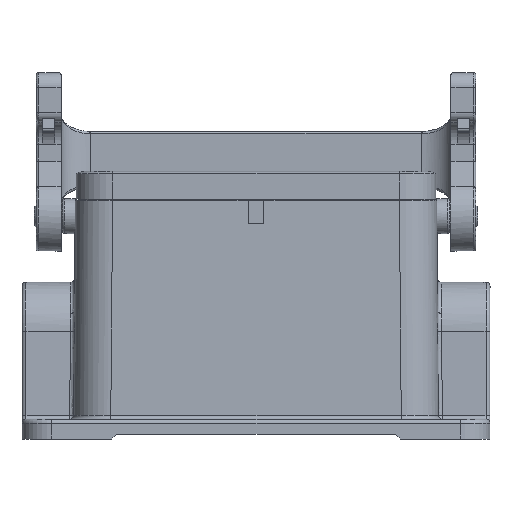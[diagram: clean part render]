
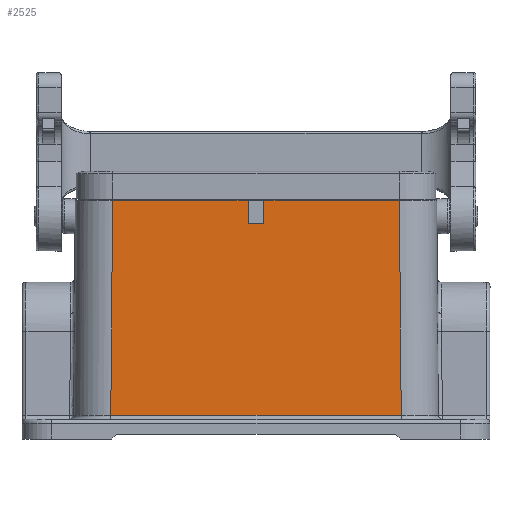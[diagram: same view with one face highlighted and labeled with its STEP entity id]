
A CAD part, front view. The second image highlights one B-rep face of the part: STEP entity #2525.
In plain terms, the highlighted planar face has unit normal (0, -1, 0.007).
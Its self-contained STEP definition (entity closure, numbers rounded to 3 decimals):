
#2525=ADVANCED_FACE('',(#3441),#3034,.T.);
#3034=PLANE('',#13119);
#3441=FACE_OUTER_BOUND('',#4080,.T.);
#4080=EDGE_LOOP('',(#6365,#6366,#6367,#6368,#6369,#6370,#6371,#6372));
#6365=ORIENTED_EDGE('',*,*,#9637,.T.);
#6366=ORIENTED_EDGE('',*,*,#9638,.T.);
#6367=ORIENTED_EDGE('',*,*,#9639,.T.);
#6368=ORIENTED_EDGE('',*,*,#9536,.T.);
#6369=ORIENTED_EDGE('',*,*,#9640,.F.);
#6370=ORIENTED_EDGE('',*,*,#9641,.T.);
#6371=ORIENTED_EDGE('',*,*,#9642,.F.);
#6372=ORIENTED_EDGE('',*,*,#9544,.T.);
#8195=VERTEX_POINT('',#22018);
#8197=VERTEX_POINT('',#22022);
#8198=VERTEX_POINT('',#22024);
#8205=VERTEX_POINT('',#22038);
#8289=VERTEX_POINT('',#22285);
#8290=VERTEX_POINT('',#22287);
#8291=VERTEX_POINT('',#22290);
#8292=VERTEX_POINT('',#22292);
#9536=EDGE_CURVE('',#8198,#8197,#10778,.T.);
#9544=EDGE_CURVE('',#8195,#8205,#10782,.T.);
#9637=EDGE_CURVE('',#8205,#8289,#10838,.T.);
#9638=EDGE_CURVE('',#8289,#8290,#10839,.T.);
#9639=EDGE_CURVE('',#8290,#8198,#10840,.T.);
#9640=EDGE_CURVE('',#8291,#8197,#10841,.T.);
#9641=EDGE_CURVE('',#8291,#8292,#10842,.T.);
#9642=EDGE_CURVE('',#8195,#8292,#10843,.T.);
#10778=LINE('',#22023,#11669);
#10782=LINE('',#22039,#11673);
#10838=LINE('',#22284,#11729);
#10839=LINE('',#22286,#11730);
#10840=LINE('',#22288,#11731);
#10841=LINE('',#22289,#11732);
#10842=LINE('',#22291,#11733);
#10843=LINE('',#22293,#11734);
#11669=VECTOR('',#15275,1.);
#11673=VECTOR('',#15287,1.);
#11729=VECTOR('',#15435,1.);
#11730=VECTOR('',#15436,1.);
#11731=VECTOR('',#15437,1.);
#11732=VECTOR('',#15438,1.);
#11733=VECTOR('',#15439,1.);
#11734=VECTOR('',#15440,1.);
#13119=AXIS2_PLACEMENT_3D('',#22294,#15441,#15442);
#15275=DIRECTION('',(-1.,0.,0.));
#15287=DIRECTION('',(-1.,0.,0.));
#15435=DIRECTION('',(-0.009,-0.007,-1.));
#15436=DIRECTION('',(1.,0.,0.));
#15437=DIRECTION('',(-0.009,0.007,1.));
#15438=DIRECTION('',(0.,0.007,1.));
#15439=DIRECTION('',(-1.,0.,0.));
#15440=DIRECTION('',(0.,-0.007,-1.));
#15441=DIRECTION('',(0.,-1.,0.007));
#15442=DIRECTION('',(0.,-0.007,-1.));
#22018=CARTESIAN_POINT('',(-1.6,-21.5,5.7));
#22022=CARTESIAN_POINT('',(1.6,-21.5,5.7));
#22023=CARTESIAN_POINT('',(57.,-21.5,5.7));
#22024=CARTESIAN_POINT('',(28.8,-21.5,5.7));
#22038=CARTESIAN_POINT('',(-28.8,-21.5,5.7));
#22039=CARTESIAN_POINT('',(57.,-21.5,5.7));
#22284=CARTESIAN_POINT('',(-29.169,-21.82,-37.515));
#22285=CARTESIAN_POINT('',(-29.168,-21.819,-37.456));
#22286=CARTESIAN_POINT('',(29.175,-21.819,-37.456));
#22287=CARTESIAN_POINT('',(29.168,-21.819,-37.456));
#22288=CARTESIAN_POINT('',(29.177,-21.827,-38.487));
#22289=CARTESIAN_POINT('',(1.6,-21.825,-38.25));
#22290=CARTESIAN_POINT('',(1.6,-21.535,1.));
#22291=CARTESIAN_POINT('',(57.,-21.535,1.));
#22292=CARTESIAN_POINT('',(-1.6,-21.535,1.));
#22293=CARTESIAN_POINT('',(-1.6,-21.825,-38.25));
#22294=CARTESIAN_POINT('',(57.,-21.825,-38.25));
